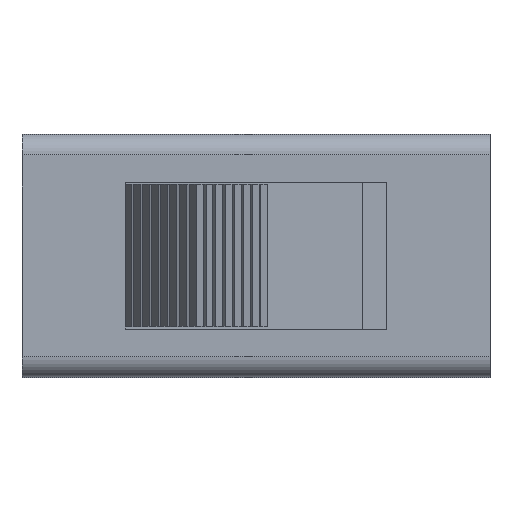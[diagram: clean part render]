
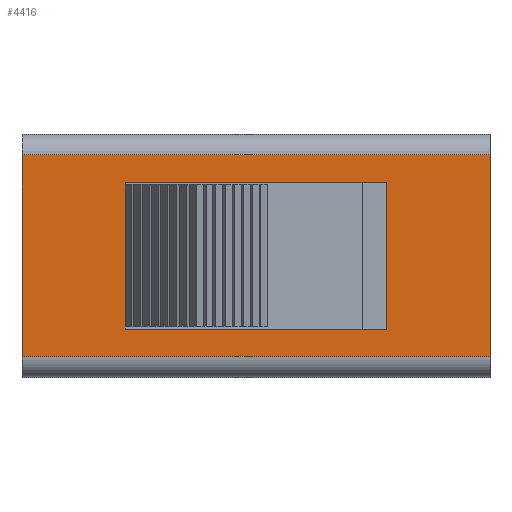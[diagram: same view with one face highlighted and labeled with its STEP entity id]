
A CAD part, top view. The second image highlights one B-rep face of the part: STEP entity #4416.
In plain terms, the highlighted planar face has unit normal (0, 0, 1).
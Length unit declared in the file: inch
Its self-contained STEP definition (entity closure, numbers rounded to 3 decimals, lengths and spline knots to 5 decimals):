
#3504=CARTESIAN_POINT('',(-0.13976,-0.07598,0.25));
#3505=VERTEX_POINT('',#3504);
#3528=CARTESIAN_POINT('',(-0.13976,0.07598,0.25));
#3529=VERTEX_POINT('',#3528);
#3530=CARTESIAN_POINT('',(-0.13976,-0.07598,0.25));
#3531=DIRECTION('',(0.0,1.0,0.0));
#3532=VECTOR('',#3531,0.15197);
#3533=LINE('',#3530,#3532);
#3534=EDGE_CURVE('',#3505,#3529,#3533,.T.);
#3632=CARTESIAN_POINT('',(-0.13976,0.07874,0.25));
#3633=VERTEX_POINT('',#3632);
#3640=CARTESIAN_POINT('',(-0.13976,0.07598,0.25));
#3641=DIRECTION('',(0.0,1.0,0.0));
#3642=VECTOR('',#3641,0.00276);
#3643=LINE('',#3640,#3642);
#3644=EDGE_CURVE('',#3529,#3633,#3643,.T.);
#4315=CARTESIAN_POINT('',(0.25,0.10787,0.25));
#4316=VERTEX_POINT('',#4315);
#4334=CARTESIAN_POINT('',(-0.25,0.10787,0.25));
#4335=VERTEX_POINT('',#4334);
#4343=CARTESIAN_POINT('',(-0.25,0.10787,0.25));
#4344=DIRECTION('',(1.0,0.0,0.0));
#4345=VECTOR('',#4344,0.5);
#4346=LINE('',#4343,#4345);
#4347=EDGE_CURVE('',#4335,#4316,#4346,.T.);
#4352=CARTESIAN_POINT('',(-0.275,-0.11866,0.25));
#4353=DIRECTION('',(0.0,0.0,1.0));
#4354=DIRECTION('',(1.0,0.0,0.0));
#4355=AXIS2_PLACEMENT_3D('',#4352,#4353,#4354);
#4356=PLANE('',#4355);
#4357=ORIENTED_EDGE('',*,*,#4347,.F.);
#4358=CARTESIAN_POINT('',(-0.25,-0.10787,0.25));
#4359=VERTEX_POINT('',#4358);
#4360=CARTESIAN_POINT('',(-0.25,-0.10787,0.25));
#4361=DIRECTION('',(0.0,1.0,0.0));
#4362=VECTOR('',#4361,0.21575);
#4363=LINE('',#4360,#4362);
#4364=EDGE_CURVE('',#4359,#4335,#4363,.T.);
#4365=ORIENTED_EDGE('',*,*,#4364,.F.);
#4366=CARTESIAN_POINT('',(0.25,-0.10787,0.25));
#4367=VERTEX_POINT('',#4366);
#4368=CARTESIAN_POINT('',(0.25,-0.10787,0.25));
#4369=DIRECTION('',(-1.0,0.0,0.0));
#4370=VECTOR('',#4369,0.5);
#4371=LINE('',#4368,#4370);
#4372=EDGE_CURVE('',#4367,#4359,#4371,.T.);
#4373=ORIENTED_EDGE('',*,*,#4372,.F.);
#4374=CARTESIAN_POINT('',(0.25,0.10787,0.25));
#4375=DIRECTION('',(0.0,-1.0,0.0));
#4376=VECTOR('',#4375,0.21575);
#4377=LINE('',#4374,#4376);
#4378=EDGE_CURVE('',#4316,#4367,#4377,.T.);
#4379=ORIENTED_EDGE('',*,*,#4378,.F.);
#4380=EDGE_LOOP('',(#4357,#4365,#4373,#4379));
#4381=FACE_OUTER_BOUND('',#4380,.T.);
#4382=CARTESIAN_POINT('',(0.13976,0.07874,0.25));
#4383=VERTEX_POINT('',#4382);
#4384=CARTESIAN_POINT('',(0.13976,-0.07874,0.25));
#4385=VERTEX_POINT('',#4384);
#4386=CARTESIAN_POINT('',(0.13976,0.07874,0.25));
#4387=DIRECTION('',(0.0,-1.0,0.0));
#4388=VECTOR('',#4387,0.15748);
#4389=LINE('',#4386,#4388);
#4390=EDGE_CURVE('',#4383,#4385,#4389,.T.);
#4391=ORIENTED_EDGE('',*,*,#4390,.T.);
#4392=CARTESIAN_POINT('',(-0.13976,-0.07874,0.25));
#4393=VERTEX_POINT('',#4392);
#4394=CARTESIAN_POINT('',(0.13976,-0.07874,0.25));
#4395=DIRECTION('',(-1.0,0.0,0.0));
#4396=VECTOR('',#4395,0.27953);
#4397=LINE('',#4394,#4396);
#4398=EDGE_CURVE('',#4385,#4393,#4397,.T.);
#4399=ORIENTED_EDGE('',*,*,#4398,.T.);
#4400=CARTESIAN_POINT('',(-0.13976,-0.07874,0.25));
#4401=DIRECTION('',(0.0,1.0,0.0));
#4402=VECTOR('',#4401,0.00276);
#4403=LINE('',#4400,#4402);
#4404=EDGE_CURVE('',#4393,#3505,#4403,.T.);
#4405=ORIENTED_EDGE('',*,*,#4404,.T.);
#4406=ORIENTED_EDGE('',*,*,#3534,.T.);
#4407=ORIENTED_EDGE('',*,*,#3644,.T.);
#4408=CARTESIAN_POINT('',(-0.13976,0.07874,0.25));
#4409=DIRECTION('',(1.0,0.0,0.0));
#4410=VECTOR('',#4409,0.27953);
#4411=LINE('',#4408,#4410);
#4412=EDGE_CURVE('',#3633,#4383,#4411,.T.);
#4413=ORIENTED_EDGE('',*,*,#4412,.T.);
#4414=EDGE_LOOP('',(#4391,#4399,#4405,#4406,#4407,#4413));
#4415=FACE_BOUND('',#4414,.T.);
#4416=ADVANCED_FACE('',(#4381,#4415),#4356,.T.);
